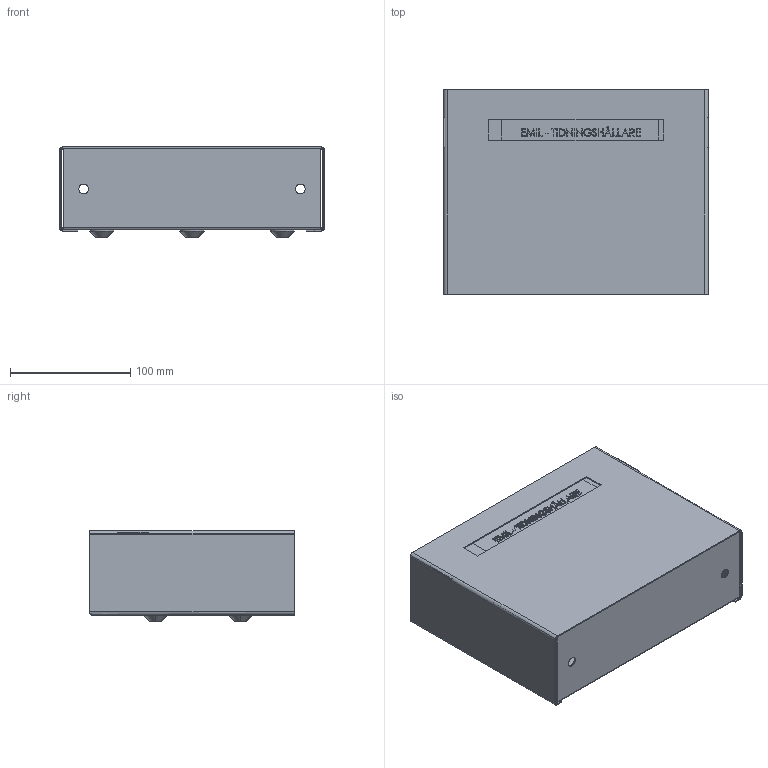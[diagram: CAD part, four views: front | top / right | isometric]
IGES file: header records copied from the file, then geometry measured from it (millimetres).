
Start section: SolidWorks IGES file using analytic representation for surfaces
Global section: file name: Emil-singel-mednamn.IGS; native system: SolidWorks 2020; preprocessor: SolidWorks 2020; author: erikg; date: 200924.132331; units: millimetre
Bounding box: 220 x 170 x 75 mm (x, y, z)
Surface area: 293220.1 mm2 (no closed solid volume)
Topology: 0 solids, 0 shells, 358 faces, 3585 edges, 3585 vertices
Faces by surface type: bspline 310, revolution 48
